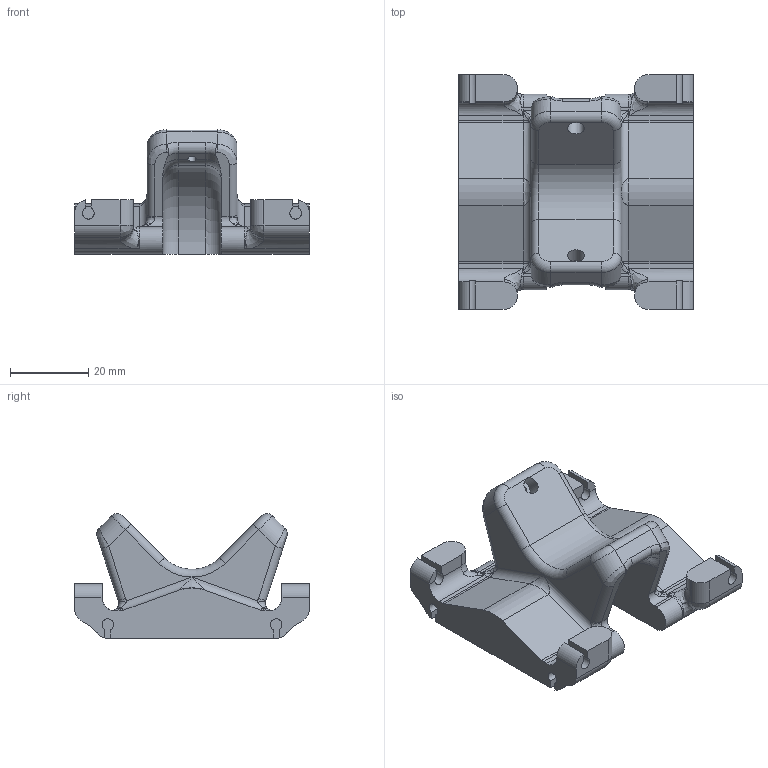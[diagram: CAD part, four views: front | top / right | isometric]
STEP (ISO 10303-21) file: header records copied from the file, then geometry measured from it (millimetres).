
FILE_DESCRIPTION(/* description */ ('STEP AP203'),/* implementation_level */ '2;1');
FILE_NAME(/* name */ '4-link-bottom.step',/* time_stamp */ '2025-05-03T11:54:44+02:00',/* author */ (''),/* organization */ (''),/* preprocessor_version */ 'ST-DEVELOPER v20.1',/* originating_system */ 'Autodesk Translation Framework v14.4.0.0',/* authorisation */ '');
FILE_SCHEMA (('AUTOMOTIVE_DESIGN { 1 0 10303 214 3 1 1 }'));
Length unit declared in the file: millimetre
Products named in the file (1): link-bottom
Bounding box: 60 x 60 x 31.85 mm (x, y, z)
Volume: 34011.2 mm3; surface area: 13134 mm2
Topology: 1 solids, 1 shells, 244 faces, 630 edges, 372 vertices
Faces by surface type: cylinder 91, plane 73, torus 38, bspline 38, sphere 4
Full cylindrical faces by diameter (mm): 2.1 x2, 4.2 x2
Entity records: 10986 total; most frequent: CARTESIAN_POINT 5251, ORIENTED_EDGE 1232, DIRECTION 1192, EDGE_CURVE 616, AXIS2_PLACEMENT_3D 465, VERTEX_POINT 372, LINE 262, VECTOR 262
